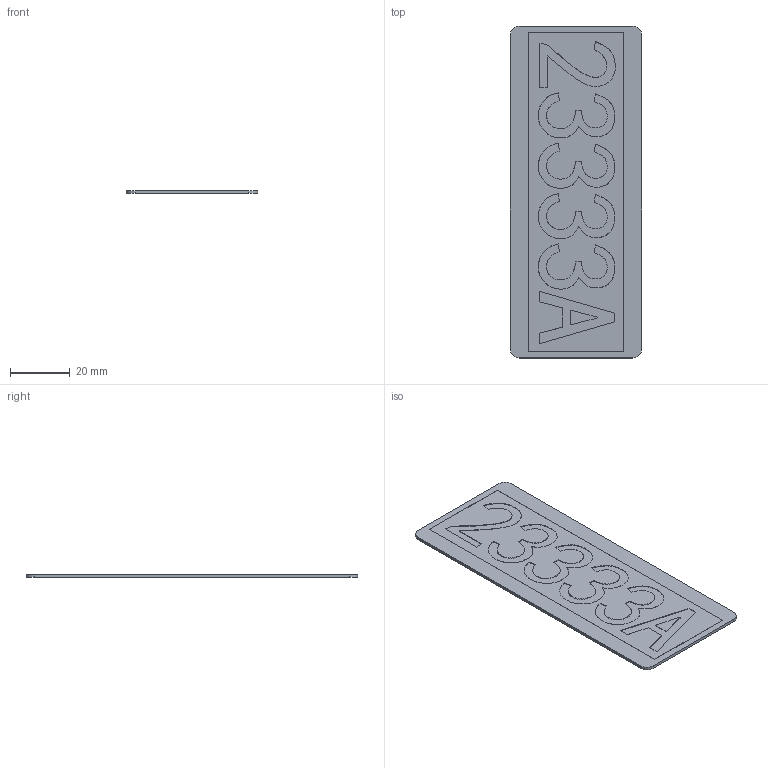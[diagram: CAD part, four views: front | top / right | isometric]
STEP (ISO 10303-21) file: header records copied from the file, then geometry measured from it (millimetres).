
FILE_DESCRIPTION (( 'STEP AP214' ), '1' );
FILE_NAME ('勦齪23333A.STEP', '2024-08-29T12:35:53', ( '' ), ( '' ), 'SwSTEP 2.0', 'SolidWorks 2024', '' );
FILE_SCHEMA (( 'AUTOMOTIVE_DESIGN' ));
Length unit declared in the file: millimetre
Products named in the file (1): 队牌23333A
Bounding box: 44 x 110.98 x 1 mm (x, y, z)
Volume: 4691.5 mm3; surface area: 10298.3 mm2
Topology: 1 solids, 1 shells, 75 faces, 192 edges, 128 vertices
Faces by surface type: plane 52, bspline 19, cylinder 4
Entity records: 5447 total; most frequent: CARTESIAN_POINT 3719, ORIENTED_EDGE 384, DIRECTION 276, EDGE_CURVE 192, VECTOR 146, LINE 146, VERTEX_POINT 128, EDGE_LOOP 84
